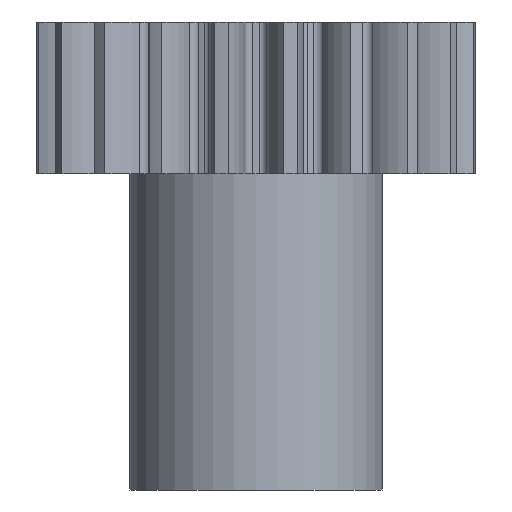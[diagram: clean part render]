
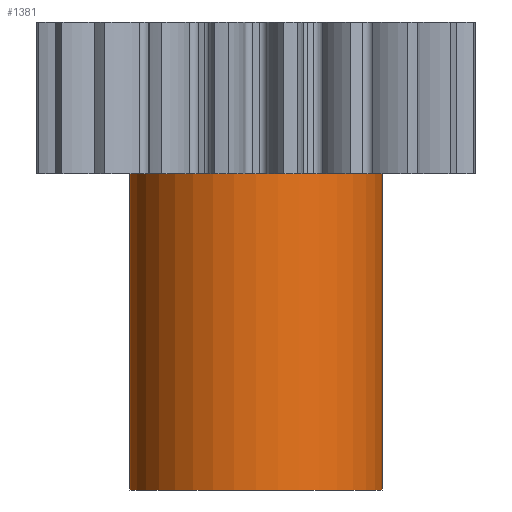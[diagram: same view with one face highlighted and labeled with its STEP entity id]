
A CAD part, front view. The second image highlights one B-rep face of the part: STEP entity #1381.
In plain terms, the highlighted cylindrical face has radius 10 mm (diameter 20 mm), a partial arc.
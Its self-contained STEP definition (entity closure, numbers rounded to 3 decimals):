
#1220 = ORIENTED_EDGE ( 'NONE', *, *, #1382, .T. ) ;
#1320 = ORIENTED_EDGE ( 'NONE', *, *, #1898, .F. ) ;
#1337 = ORIENTED_EDGE ( 'NONE', *, *, #1416, .F. ) ;
#1376 = EDGE_LOOP ( 'NONE', ( #1337, #1220, #1384, #1320 ) ) ;
#1381 = ADVANCED_FACE ( 'NONE', ( #3307 ), #3304, .T. ) ;
#1382 = EDGE_CURVE ( 'NONE', #1414, #1634, #3338, .T. ) ;
#1384 = ORIENTED_EDGE ( 'NONE', *, *, #1423, .T. ) ;
#1412 = VERTEX_POINT ( 'NONE', #3397 ) ;
#1414 = VERTEX_POINT ( 'NONE', #3455 ) ;
#1416 = EDGE_CURVE ( 'NONE', #1414, #1412, #3454, .T. ) ;
#1423 = EDGE_CURVE ( 'NONE', #1634, #1424, #3458, .T. ) ;
#1424 = VERTEX_POINT ( 'NONE', #3533 ) ;
#1634 = VERTEX_POINT ( 'NONE', #3922 ) ;
#1898 = EDGE_CURVE ( 'NONE', #1412, #1424, #3885, .T. ) ;
#3300 = DIRECTION ( 'NONE',  ( 1., 0., 0. ) ) ;
#3301 = DIRECTION ( 'NONE',  ( 0., 0., 1. ) ) ;
#3304 = CYLINDRICAL_SURFACE ( 'NONE', #3306, 10. ) ;
#3306 = AXIS2_PLACEMENT_3D ( 'NONE', #3315, #3301, #3300 ) ;
#3307 = FACE_OUTER_BOUND ( 'NONE', #1376, .T. ) ;
#3315 = CARTESIAN_POINT ( 'NONE',  ( 0., 0., -25. ) ) ;
#3317 = CARTESIAN_POINT ( 'NONE',  ( 0., 0., -25. ) ) ;
#3335 = DIRECTION ( 'NONE',  ( 1., 0., 0. ) ) ;
#3336 = DIRECTION ( 'NONE',  ( 0., 0., 1. ) ) ;
#3337 = AXIS2_PLACEMENT_3D ( 'NONE', #3317, #3336, #3335 ) ;
#3338 = CIRCLE ( 'NONE', #3337, 10. ) ;
#3397 = CARTESIAN_POINT ( 'NONE',  ( -10., 0., 0. ) ) ;
#3451 = DIRECTION ( 'NONE',  ( 0., 0., 1. ) ) ;
#3452 = VECTOR ( 'NONE', #3451, 1000. ) ;
#3453 = CARTESIAN_POINT ( 'NONE',  ( -10., 0., -25. ) ) ;
#3454 = LINE ( 'NONE', #3453, #3452 ) ;
#3455 = CARTESIAN_POINT ( 'NONE',  ( -10., 0., -25. ) ) ;
#3458 = LINE ( 'NONE', #3538, #3530 ) ;
#3464 = DIRECTION ( 'NONE',  ( 0., 0., 1. ) ) ;
#3530 = VECTOR ( 'NONE', #3464, 1000. ) ;
#3533 = CARTESIAN_POINT ( 'NONE',  ( 10., 0., 0. ) ) ;
#3538 = CARTESIAN_POINT ( 'NONE',  ( 10., 0., -25. ) ) ;
#3870 = DIRECTION ( 'NONE',  ( 1., 0., 0. ) ) ;
#3871 = DIRECTION ( 'NONE',  ( 0., 0., 1. ) ) ;
#3872 = AXIS2_PLACEMENT_3D ( 'NONE', #3884, #3871, #3870 ) ;
#3884 = CARTESIAN_POINT ( 'NONE',  ( 0., 0., 0. ) ) ;
#3885 = CIRCLE ( 'NONE', #3872, 10. ) ;
#3922 = CARTESIAN_POINT ( 'NONE',  ( 10., 0., -25. ) ) ;
